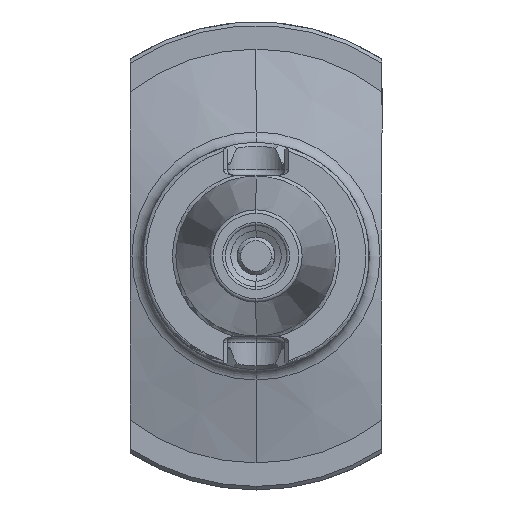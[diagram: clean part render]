
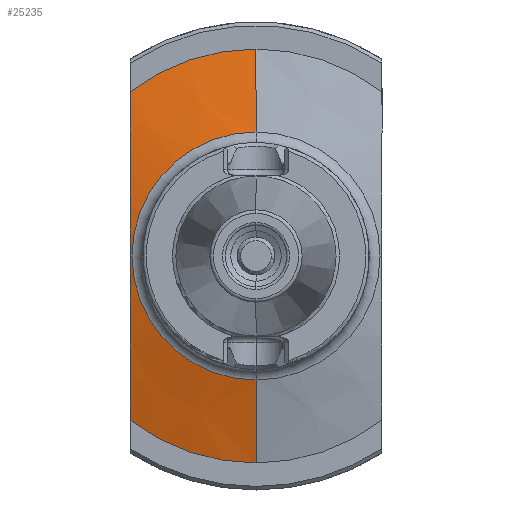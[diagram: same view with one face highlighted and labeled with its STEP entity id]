
A CAD part, left-side view. The second image highlights one B-rep face of the part: STEP entity #25235.
In plain terms, the highlighted conical face has half-angle 75 degrees and reference radius 57.5 mm.
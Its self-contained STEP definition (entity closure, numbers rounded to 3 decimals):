
#167 = VERTEX_POINT ( 'NONE', #13430 ) ;
#341 = AXIS2_PLACEMENT_3D ( 'NONE', #12235, #20453, #7964 ) ;
#375 = EDGE_CURVE ( 'NONE', #24412, #5256, #1645, .T. ) ;
#1533 = DIRECTION ( 'NONE',  ( 0., 0., 1. ) ) ;
#1645 = CIRCLE ( 'NONE', #14784, 57.5 ) ;
#1916 = CARTESIAN_POINT ( 'NONE',  ( 52., 35., 45.621 ) ) ;
#1999 = CONICAL_SURFACE ( 'NONE', #341, 57.5, 1.309 ) ;
#2006 = CARTESIAN_POINT ( 'NONE',  ( 46.818, 35., 15.23 ) ) ;
#2094 = CARTESIAN_POINT ( 'NONE',  ( 52., 35., -45.621 ) ) ;
#2204 = ORIENTED_EDGE ( 'NONE', *, *, #21687, .T. ) ;
#2684 = CARTESIAN_POINT ( 'NONE',  ( 52., 0., 57.5 ) ) ;
#2915 = CARTESIAN_POINT ( 'NONE',  ( 52., 35., -45.621 ) ) ;
#3829 = EDGE_CURVE ( 'NONE', #167, #10272, #7068, .T. ) ;
#3839 = ORIENTED_EDGE ( 'NONE', *, *, #15815, .T. ) ;
#4004 = CARTESIAN_POINT ( 'NONE',  ( 51.2, 35., 41.858 ) ) ;
#4098 = CARTESIAN_POINT ( 'NONE',  ( 46.533, 35., 12.332 ) ) ;
#4099 = CARTESIAN_POINT ( 'NONE',  ( 52., 0., -57.5 ) ) ;
#4392 = CARTESIAN_POINT ( 'NONE',  ( 45.828, 0., 34.465 ) ) ;
#4582 = LINE ( 'NONE', #4099, #25984 ) ;
#5256 = VERTEX_POINT ( 'NONE', #2915 ) ;
#5297 = CARTESIAN_POINT ( 'NONE',  ( 52., 0., 57.5 ) ) ;
#6213 = CARTESIAN_POINT ( 'NONE',  ( 45.966, 35., 3.641 ) ) ;
#6465 = LINE ( 'NONE', #5297, #15550 ) ;
#7068 = CIRCLE ( 'NONE', #7184, 57.5 ) ;
#7184 = AXIS2_PLACEMENT_3D ( 'NONE', #11487, #25925, #13545 ) ;
#7964 = DIRECTION ( 'NONE',  ( 0., 0., -1. ) ) ;
#8131 = ORIENTED_EDGE ( 'NONE', *, *, #13138, .F. ) ;
#8321 = CARTESIAN_POINT ( 'NONE',  ( 46.155, 35., -7.849 ) ) ;
#9200 = DIRECTION ( 'NONE',  ( 1., 0., 0. ) ) ;
#10272 = VERTEX_POINT ( 'NONE', #2684 ) ;
#10306 = VERTEX_POINT ( 'NONE', #17233 ) ;
#10327 = CARTESIAN_POINT ( 'NONE',  ( 49.015, 35., 30.52 ) ) ;
#10410 = CARTESIAN_POINT ( 'NONE',  ( 47.262, 35., -19.247 ) ) ;
#11382 = ORIENTED_EDGE ( 'NONE', *, *, #23528, .T. ) ;
#11487 = CARTESIAN_POINT ( 'NONE',  ( 52., 0., 0. ) ) ;
#11512 = DIRECTION ( 'NONE',  ( 0.259, 0., 0.966 ) ) ;
#12235 = CARTESIAN_POINT ( 'NONE',  ( 52., 0., 0. ) ) ;
#12395 = CARTESIAN_POINT ( 'NONE',  ( 47.52, 35., 20.993 ) ) ;
#12480 = CARTESIAN_POINT ( 'NONE',  ( 49.025, 35., -30.577 ) ) ;
#12952 = ORIENTED_EDGE ( 'NONE', *, *, #3829, .F. ) ;
#13138 = EDGE_CURVE ( 'NONE', #10306, #24412, #4582, .T. ) ;
#13430 = CARTESIAN_POINT ( 'NONE',  ( 52., 35., 45.621 ) ) ;
#13545 = DIRECTION ( 'NONE',  ( 0., 0., -1. ) ) ;
#14005 = DIRECTION ( 'NONE',  ( 1., 0., 0. ) ) ;
#14483 = CARTESIAN_POINT ( 'NONE',  ( 46.924, 35., 16.193 ) ) ;
#14569 = CARTESIAN_POINT ( 'NONE',  ( 51.202, 35., -41.865 ) ) ;
#14784 = AXIS2_PLACEMENT_3D ( 'NONE', #17655, #9200, #21712 ) ;
#14941 = AXIS2_PLACEMENT_3D ( 'NONE', #26369, #14005, #1533 ) ;
#15550 = VECTOR ( 'NONE', #11512, 1000. ) ;
#15770 = CARTESIAN_POINT ( 'NONE',  ( 52., 0., -57.5 ) ) ;
#15815 = EDGE_CURVE ( 'NONE', #17200, #10272, #6465, .T. ) ;
#16543 = CARTESIAN_POINT ( 'NONE',  ( 46.623, 35., 13.3 ) ) ;
#17200 = VERTEX_POINT ( 'NONE', #4392 ) ;
#17233 = CARTESIAN_POINT ( 'NONE',  ( 45.828, 0., -34.465 ) ) ;
#17655 = CARTESIAN_POINT ( 'NONE',  ( 52., 0., 0. ) ) ;
#18659 = CARTESIAN_POINT ( 'NONE',  ( 46.133, 35., 7.495 ) ) ;
#20446 = ORIENTED_EDGE ( 'NONE', *, *, #375, .F. ) ;
#20453 = DIRECTION ( 'NONE',  ( 1., 0., 0. ) ) ;
#20661 = CIRCLE ( 'NONE', #14941, 34.465 ) ;
#20712 = CARTESIAN_POINT ( 'NONE',  ( 45.977, 35., -4.031 ) ) ;
#20713 = DIRECTION ( 'NONE',  ( 0.259, 0., -0.966 ) ) ;
#21687 = EDGE_CURVE ( 'NONE', #10306, #17200, #20661, .T. ) ;
#21712 = DIRECTION ( 'NONE',  ( 0., 0., -1. ) ) ;
#22437 = B_SPLINE_CURVE_WITH_KNOTS ( 'NONE', 3,
 ( #1916, #4004, #22730, #10327, #24806, #12395, #26827, #14483, #2006, #16543, #4098, #18659, #6213, #20712, #8321, #22821, #10410, #24889, #12480, #22961, #14569, #2094 ),
 .UNSPECIFIED., .F., .F.,
 ( 4, 2, 2, 2, 2, 2, 2, 2, 2, 2, 4 ),
 ( 0.177, 0.188, 0.2, 0.205, 0.208, 0.211, 0.223, 0.234, 0.246, 0.257, 0.269 ),
 .UNSPECIFIED. ) ;
#22730 = CARTESIAN_POINT ( 'NONE',  ( 50.434, 35., 38.088 ) ) ;
#22821 = CARTESIAN_POINT ( 'NONE',  ( 46.799, 35., -15.457 ) ) ;
#22961 = CARTESIAN_POINT ( 'NONE',  ( 50.438, 35., -38.106 ) ) ;
#23528 = EDGE_CURVE ( 'NONE', #167, #5256, #22437, .T. ) ;
#24117 = FACE_OUTER_BOUND ( 'NONE', #25834, .T. ) ;
#24412 = VERTEX_POINT ( 'NONE', #15770 ) ;
#24806 = CARTESIAN_POINT ( 'NONE',  ( 48.361, 35., 26.722 ) ) ;
#24889 = CARTESIAN_POINT ( 'NONE',  ( 48.375, 35., -26.806 ) ) ;
#25235 = ADVANCED_FACE ( 'NONE', ( #24117 ), #1999, .T. ) ;
#25834 = EDGE_LOOP ( 'NONE', ( #2204, #3839, #12952, #11382, #20446, #8131 ) ) ;
#25925 = DIRECTION ( 'NONE',  ( 1., 0., 0. ) ) ;
#25984 = VECTOR ( 'NONE', #20713, 1000. ) ;
#26369 = CARTESIAN_POINT ( 'NONE',  ( 45.828, 0., 0. ) ) ;
#26827 = CARTESIAN_POINT ( 'NONE',  ( 47.264, 35., 19.077 ) ) ;
